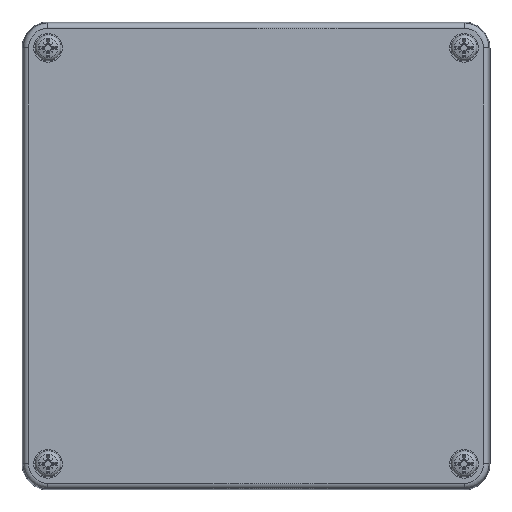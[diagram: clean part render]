
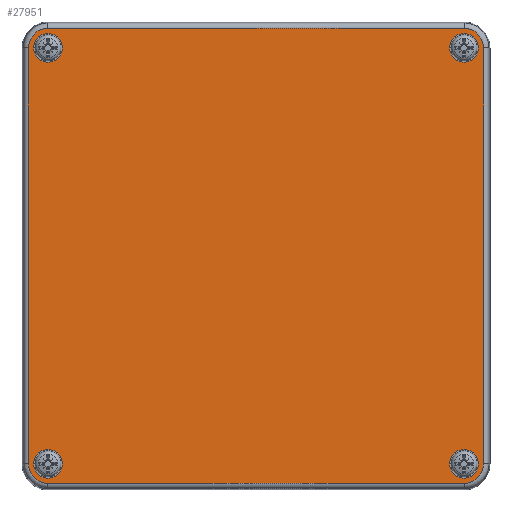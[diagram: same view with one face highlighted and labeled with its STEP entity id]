
A CAD part, top view. The second image highlights one B-rep face of the part: STEP entity #27951.
In plain terms, the highlighted planar face has unit normal (0, 0, 1).
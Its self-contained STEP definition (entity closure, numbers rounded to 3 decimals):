
#27530=CARTESIAN_POINT('',(87.511,-80.,30.0));
#27531=VERTEX_POINT('',#27530);
#27539=CARTESIAN_POINT('',(80.,-87.511,30.0));
#27540=VERTEX_POINT('',#27539);
#27541=CARTESIAN_POINT('',(80.,-80.,30.0));
#27542=DIRECTION('',(0.0,0.0,-1.0));
#27543=DIRECTION('',(0.707,-0.707,0.0));
#27544=AXIS2_PLACEMENT_3D('',#27541,#27542,#27543);
#27545=CIRCLE('',#27544,7.511);
#27546=EDGE_CURVE('',#27531,#27540,#27545,.T.);
#27572=CARTESIAN_POINT('',(-80.,-87.511,30.0));
#27573=VERTEX_POINT('',#27572);
#27590=CARTESIAN_POINT('',(80.,-87.511,30.0));
#27591=DIRECTION('',(-1.0,0.0,0.0));
#27592=VECTOR('',#27591,160.);
#27593=LINE('',#27590,#27592);
#27594=EDGE_CURVE('',#27540,#27573,#27593,.T.);
#27604=CARTESIAN_POINT('',(-87.511,-80.,30.0));
#27605=VERTEX_POINT('',#27604);
#27623=CARTESIAN_POINT('',(-80.,-80.,30.0));
#27624=DIRECTION('',(0.0,0.0,-1.0));
#27625=DIRECTION('',(-0.707,-0.707,0.0));
#27626=AXIS2_PLACEMENT_3D('',#27623,#27624,#27625);
#27627=CIRCLE('',#27626,7.511);
#27628=EDGE_CURVE('',#27573,#27605,#27627,.T.);
#27638=CARTESIAN_POINT('',(-87.511,80.,30.0));
#27639=VERTEX_POINT('',#27638);
#27656=CARTESIAN_POINT('',(-87.511,-80.,30.0));
#27657=DIRECTION('',(0.0,1.0,0.0));
#27658=VECTOR('',#27657,160.);
#27659=LINE('',#27656,#27658);
#27660=EDGE_CURVE('',#27605,#27639,#27659,.T.);
#27670=CARTESIAN_POINT('',(-80.,87.511,30.0));
#27671=VERTEX_POINT('',#27670);
#27689=CARTESIAN_POINT('',(-80.,80.,30.0));
#27690=DIRECTION('',(0.0,0.0,-1.0));
#27691=DIRECTION('',(-0.707,0.707,0.0));
#27692=AXIS2_PLACEMENT_3D('',#27689,#27690,#27691);
#27693=CIRCLE('',#27692,7.511);
#27694=EDGE_CURVE('',#27639,#27671,#27693,.T.);
#27704=CARTESIAN_POINT('',(80.,87.511,30.0));
#27705=VERTEX_POINT('',#27704);
#27722=CARTESIAN_POINT('',(-80.,87.511,30.0));
#27723=DIRECTION('',(1.0,0.0,0.0));
#27724=VECTOR('',#27723,160.);
#27725=LINE('',#27722,#27724);
#27726=EDGE_CURVE('',#27671,#27705,#27725,.T.);
#27736=CARTESIAN_POINT('',(87.511,80.,30.0));
#27737=VERTEX_POINT('',#27736);
#27755=CARTESIAN_POINT('',(80.,80.,30.0));
#27756=DIRECTION('',(0.0,0.0,-1.0));
#27757=DIRECTION('',(0.707,0.707,0.0));
#27758=AXIS2_PLACEMENT_3D('',#27755,#27756,#27757);
#27759=CIRCLE('',#27758,7.511);
#27760=EDGE_CURVE('',#27705,#27737,#27759,.T.);
#27778=CARTESIAN_POINT('',(87.511,80.,30.0));
#27779=DIRECTION('',(0.0,-1.0,0.0));
#27780=VECTOR('',#27779,160.);
#27781=LINE('',#27778,#27780);
#27782=EDGE_CURVE('',#27737,#27531,#27781,.T.);
#27892=CARTESIAN_POINT('',(0.,0.,30.0));
#27893=DIRECTION('',(0.0,0.0,1.0));
#27894=DIRECTION('',(1.0,0.0,0.0));
#27895=AXIS2_PLACEMENT_3D('',#27892,#27893,#27894);
#27896=PLANE('',#27895);
#27897=ORIENTED_EDGE('',*,*,#27546,.F.);
#27898=ORIENTED_EDGE('',*,*,#27782,.F.);
#27899=ORIENTED_EDGE('',*,*,#27760,.F.);
#27900=ORIENTED_EDGE('',*,*,#27726,.F.);
#27901=ORIENTED_EDGE('',*,*,#27694,.F.);
#27902=ORIENTED_EDGE('',*,*,#27660,.F.);
#27903=ORIENTED_EDGE('',*,*,#27628,.F.);
#27904=ORIENTED_EDGE('',*,*,#27594,.F.);
#27905=EDGE_LOOP('',(#27897,#27898,#27899,#27900,#27901,#27902,#27903,#27904));
#27906=FACE_OUTER_BOUND('',#27905,.T.);
#27907=CARTESIAN_POINT('',(-74.5,80.,30.0));
#27908=VERTEX_POINT('',#27907);
#27909=CARTESIAN_POINT('',(-80.,80.,30.0));
#27910=DIRECTION('',(0.0,0.0,-1.0));
#27911=DIRECTION('',(-1.0,0.0,0.0));
#27912=AXIS2_PLACEMENT_3D('',#27909,#27910,#27911);
#27913=CIRCLE('',#27912,5.5);
#27914=EDGE_CURVE('',#27908,#27908,#27913,.T.);
#27915=ORIENTED_EDGE('',*,*,#27914,.T.);
#27916=EDGE_LOOP('',(#27915));
#27917=FACE_BOUND('',#27916,.T.);
#27918=CARTESIAN_POINT('',(85.5,80.,30.0));
#27919=VERTEX_POINT('',#27918);
#27920=CARTESIAN_POINT('',(80.,80.,30.0));
#27921=DIRECTION('',(0.0,0.0,-1.0));
#27922=DIRECTION('',(-1.0,0.0,0.0));
#27923=AXIS2_PLACEMENT_3D('',#27920,#27921,#27922);
#27924=CIRCLE('',#27923,5.5);
#27925=EDGE_CURVE('',#27919,#27919,#27924,.T.);
#27926=ORIENTED_EDGE('',*,*,#27925,.T.);
#27927=EDGE_LOOP('',(#27926));
#27928=FACE_BOUND('',#27927,.T.);
#27929=CARTESIAN_POINT('',(85.5,-80.,30.0));
#27930=VERTEX_POINT('',#27929);
#27931=CARTESIAN_POINT('',(80.,-80.,30.0));
#27932=DIRECTION('',(0.0,0.0,-1.0));
#27933=DIRECTION('',(-1.0,0.0,0.0));
#27934=AXIS2_PLACEMENT_3D('',#27931,#27932,#27933);
#27935=CIRCLE('',#27934,5.5);
#27936=EDGE_CURVE('',#27930,#27930,#27935,.T.);
#27937=ORIENTED_EDGE('',*,*,#27936,.T.);
#27938=EDGE_LOOP('',(#27937));
#27939=FACE_BOUND('',#27938,.T.);
#27940=CARTESIAN_POINT('',(-74.5,-80.,30.0));
#27941=VERTEX_POINT('',#27940);
#27942=CARTESIAN_POINT('',(-80.,-80.,30.0));
#27943=DIRECTION('',(0.0,0.0,-1.0));
#27944=DIRECTION('',(-1.0,0.0,0.0));
#27945=AXIS2_PLACEMENT_3D('',#27942,#27943,#27944);
#27946=CIRCLE('',#27945,5.5);
#27947=EDGE_CURVE('',#27941,#27941,#27946,.T.);
#27948=ORIENTED_EDGE('',*,*,#27947,.T.);
#27949=EDGE_LOOP('',(#27948));
#27950=FACE_BOUND('',#27949,.T.);
#27951=ADVANCED_FACE('',(#27906,#27917,#27928,#27939,#27950),#27896,.T.);
